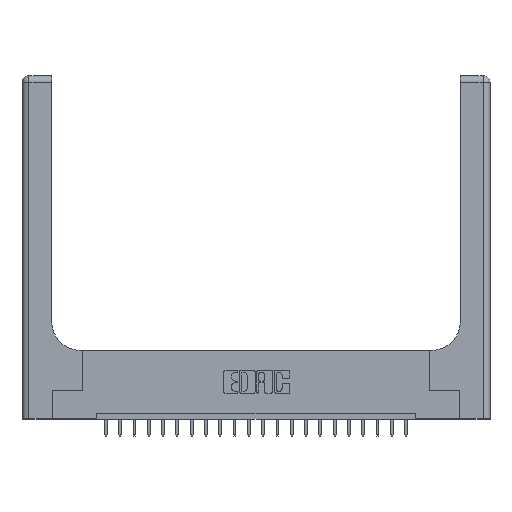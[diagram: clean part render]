
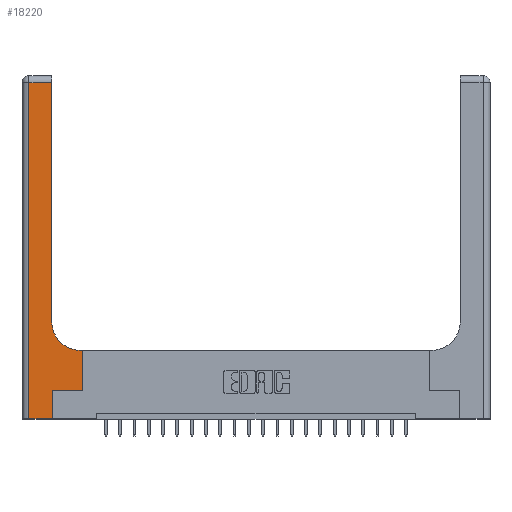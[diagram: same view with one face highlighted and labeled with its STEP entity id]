
A CAD part, top view. The second image highlights one B-rep face of the part: STEP entity #18220.
In plain terms, the highlighted planar face has unit normal (0, 0, 1).
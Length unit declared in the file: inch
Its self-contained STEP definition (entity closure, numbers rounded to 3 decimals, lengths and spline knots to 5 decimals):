
#596 = CARTESIAN_POINT ( 'NONE',  ( 0.528, 0.25, 0.37 ) ) ;
#658 = LINE ( 'NONE', #12765, #12628 ) ;
#706 = CARTESIAN_POINT ( 'NONE',  ( 0., 3., 0.37 ) ) ;
#727 = DIRECTION ( 'NONE',  ( -1., 0., 0. ) ) ;
#833 = CARTESIAN_POINT ( 'NONE',  ( 0.51, 0.6, 0.37 ) ) ;
#1401 = LINE ( 'NONE', #14858, #21068 ) ;
#2271 = LINE ( 'NONE', #596, #14806 ) ;
#2815 = CARTESIAN_POINT ( 'NONE',  ( 0.26, 0.85, 0.37 ) ) ;
#3342 = ORIENTED_EDGE ( 'NONE', *, *, #14692, .T. ) ;
#3617 = EDGE_CURVE ( 'NONE', #4734, #6504, #6137, .T. ) ;
#4089 = CARTESIAN_POINT ( 'NONE',  ( 0.06, 3., 0.37 ) ) ;
#4710 = EDGE_LOOP ( 'NONE', ( #21242, #3342, #8486, #15597, #11045, #11460, #10263, #12750, #20989 ) ) ;
#4734 = VERTEX_POINT ( 'NONE', #833 ) ;
#4811 = CARTESIAN_POINT ( 'NONE',  ( 0., 0., 0.37 ) ) ;
#5527 = CARTESIAN_POINT ( 'NONE',  ( 0.26, 3., 0.37 ) ) ;
#5583 = FACE_OUTER_BOUND ( 'NONE', #4710, .T. ) ;
#5860 = DIRECTION ( 'NONE',  ( 1., 0., 0. ) ) ;
#6137 = CIRCLE ( 'NONE', #8965, 0.25 ) ;
#6248 = DIRECTION ( 'NONE',  ( 1., 0., 0. ) ) ;
#6504 = VERTEX_POINT ( 'NONE', #2815 ) ;
#6553 = CARTESIAN_POINT ( 'NONE',  ( 0.06, 0., 0.37 ) ) ;
#7346 = DIRECTION ( 'NONE',  ( 0., 1., 0. ) ) ;
#7468 = CARTESIAN_POINT ( 'NONE',  ( 0.06, 2.94, 0.37 ) ) ;
#7599 = VERTEX_POINT ( 'NONE', #9075 ) ;
#7647 = EDGE_CURVE ( 'NONE', #10905, #8204, #658, .T. ) ;
#7995 = EDGE_CURVE ( 'NONE', #8204, #7599, #2271, .T. ) ;
#8035 = DIRECTION ( 'NONE',  ( 0., 1., 0. ) ) ;
#8204 = VERTEX_POINT ( 'NONE', #20153 ) ;
#8271 = CARTESIAN_POINT ( 'NONE',  ( 0.265, 0., 0.37 ) ) ;
#8486 = ORIENTED_EDGE ( 'NONE', *, *, #16270, .T. ) ;
#8945 = DIRECTION ( 'NONE',  ( -1., 0., 0. ) ) ;
#8965 = AXIS2_PLACEMENT_3D ( 'NONE', #14515, #19294, #14404 ) ;
#9015 = DIRECTION ( 'NONE',  ( 0., 0., -1. ) ) ;
#9075 = CARTESIAN_POINT ( 'NONE',  ( 0.528, 0.6, 0.37 ) ) ;
#9724 = VERTEX_POINT ( 'NONE', #20840 ) ;
#10263 = ORIENTED_EDGE ( 'NONE', *, *, #7995, .T. ) ;
#10385 = CARTESIAN_POINT ( 'NONE',  ( 0.265, 0.25, 0.37 ) ) ;
#10905 = VERTEX_POINT ( 'NONE', #10385 ) ;
#10918 = VECTOR ( 'NONE', #8945, 39.37008 ) ;
#11045 = ORIENTED_EDGE ( 'NONE', *, *, #19147, .T. ) ;
#11271 = LINE ( 'NONE', #19522, #11739 ) ;
#11460 = ORIENTED_EDGE ( 'NONE', *, *, #7647, .T. ) ;
#11739 = VECTOR ( 'NONE', #727, 39.37008 ) ;
#12628 = VECTOR ( 'NONE', #5860, 39.37008 ) ;
#12750 = ORIENTED_EDGE ( 'NONE', *, *, #21258, .T. ) ;
#12765 = CARTESIAN_POINT ( 'NONE',  ( 0.265, 0.25, 0.37 ) ) ;
#12808 = VECTOR ( 'NONE', #19325, 39.37008 ) ;
#13272 = LINE ( 'NONE', #4811, #20841 ) ;
#14047 = PLANE ( 'NONE',  #19259 ) ;
#14404 = DIRECTION ( 'NONE',  ( 1., 0., 0. ) ) ;
#14515 = CARTESIAN_POINT ( 'NONE',  ( 0.51, 0.85, 0.37 ) ) ;
#14692 = EDGE_CURVE ( 'NONE', #9724, #20608, #11271, .T. ) ;
#14806 = VECTOR ( 'NONE', #7346, 39.37008 ) ;
#14858 = CARTESIAN_POINT ( 'NONE',  ( 0.265, 0., 0.37 ) ) ;
#15323 = CARTESIAN_POINT ( 'NONE',  ( 0.26, 0.6, 0.37 ) ) ;
#15597 = ORIENTED_EDGE ( 'NONE', *, *, #18728, .T. ) ;
#15753 = LINE ( 'NONE', #15323, #10918 ) ;
#16270 = EDGE_CURVE ( 'NONE', #20608, #18494, #21337, .T. ) ;
#16301 = DIRECTION ( 'NONE',  ( 0., 1., 0. ) ) ;
#17388 = DIRECTION ( 'NONE',  ( -1., 0., 0. ) ) ;
#17865 = EDGE_CURVE ( 'NONE', #6504, #9724, #20770, .T. ) ;
#18185 = VECTOR ( 'NONE', #16301, 39.37008 ) ;
#18220 = ADVANCED_FACE ( 'NONE', ( #5583 ), #14047, .F. ) ;
#18494 = VERTEX_POINT ( 'NONE', #6553 ) ;
#18728 = EDGE_CURVE ( 'NONE', #18494, #19989, #13272, .T. ) ;
#19147 = EDGE_CURVE ( 'NONE', #19989, #10905, #1401, .T. ) ;
#19259 = AXIS2_PLACEMENT_3D ( 'NONE', #706, #9015, #17388 ) ;
#19294 = DIRECTION ( 'NONE',  ( 0., 0., -1. ) ) ;
#19325 = DIRECTION ( 'NONE',  ( 0., -1., 0. ) ) ;
#19522 = CARTESIAN_POINT ( 'NONE',  ( 0., 2.94, 0.37 ) ) ;
#19989 = VERTEX_POINT ( 'NONE', #8271 ) ;
#20153 = CARTESIAN_POINT ( 'NONE',  ( 0.528, 0.25, 0.37 ) ) ;
#20608 = VERTEX_POINT ( 'NONE', #7468 ) ;
#20770 = LINE ( 'NONE', #5527, #18185 ) ;
#20840 = CARTESIAN_POINT ( 'NONE',  ( 0.26, 2.94, 0.37 ) ) ;
#20841 = VECTOR ( 'NONE', #6248, 39.37008 ) ;
#20989 = ORIENTED_EDGE ( 'NONE', *, *, #3617, .T. ) ;
#21068 = VECTOR ( 'NONE', #8035, 39.37008 ) ;
#21242 = ORIENTED_EDGE ( 'NONE', *, *, #17865, .T. ) ;
#21258 = EDGE_CURVE ( 'NONE', #7599, #4734, #15753, .T. ) ;
#21337 = LINE ( 'NONE', #4089, #12808 ) ;
